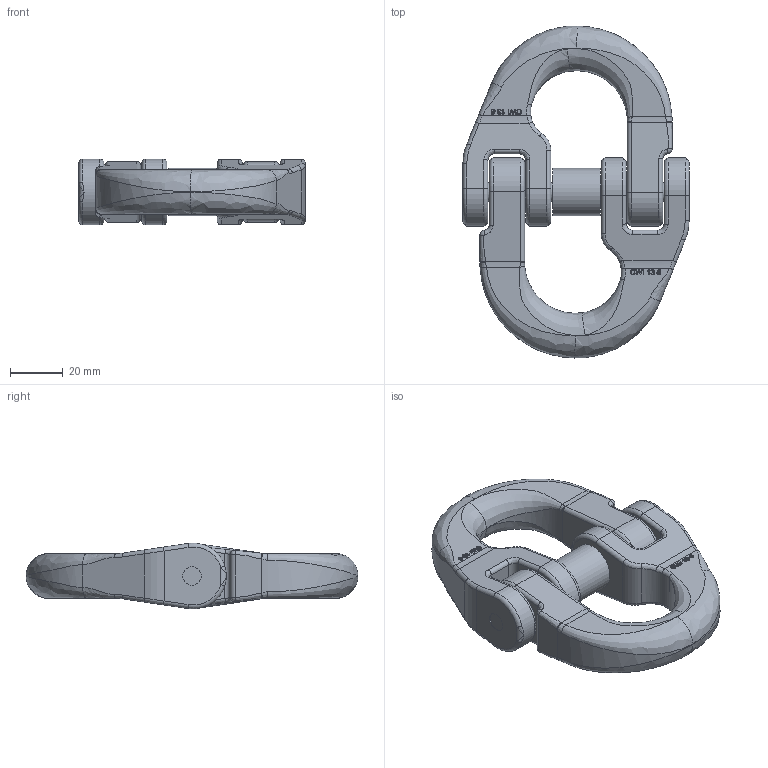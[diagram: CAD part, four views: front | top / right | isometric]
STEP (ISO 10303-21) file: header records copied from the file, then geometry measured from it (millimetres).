
FILE_DESCRIPTION(/* description */ (''),/* implementation_level */ '2;1');
FILE_NAME(/* name */ 'CWI 13-6 Kundenmodell.stp',/* time_stamp */ '2017-01-27T15:05:35+01:00',/* author */ (''),/* organization */ (''),/* preprocessor_version */ 'ST-DEVELOPER v15',/* originating_system */ 'SIEMENS PLM Software NX 9.0',/* authorisation */ '');
FILE_SCHEMA (('AUTOMOTIVE_DESIGN { 1 0 10303 214 3 1 1 1 }'));
Length unit declared in the file: millimetre
Products named in the file (1): KSE34EC9D2Efm8m
Bounding box: 85.85 x 125.99 x 25 mm (x, y, z)
Volume: 107662.5 mm3; surface area: 30579.3 mm2
Topology: 10 solids, 10 shells, 367 faces, 885 edges, 522 vertices
Faces by surface type: plane 106, bspline 96, cylinder 89, extrusion 44, torus 32
Full cylindrical faces by diameter (mm): 7 x7, 8 x1, 18 x1
Entity records: 13853 total; most frequent: CARTESIAN_POINT 6330, ORIENTED_EDGE 1692, DIRECTION 1276, EDGE_CURVE 846, VERTEX_POINT 516, AXIS2_PLACEMENT_3D 482, EDGE_LOOP 402, ADVANCED_FACE 367
